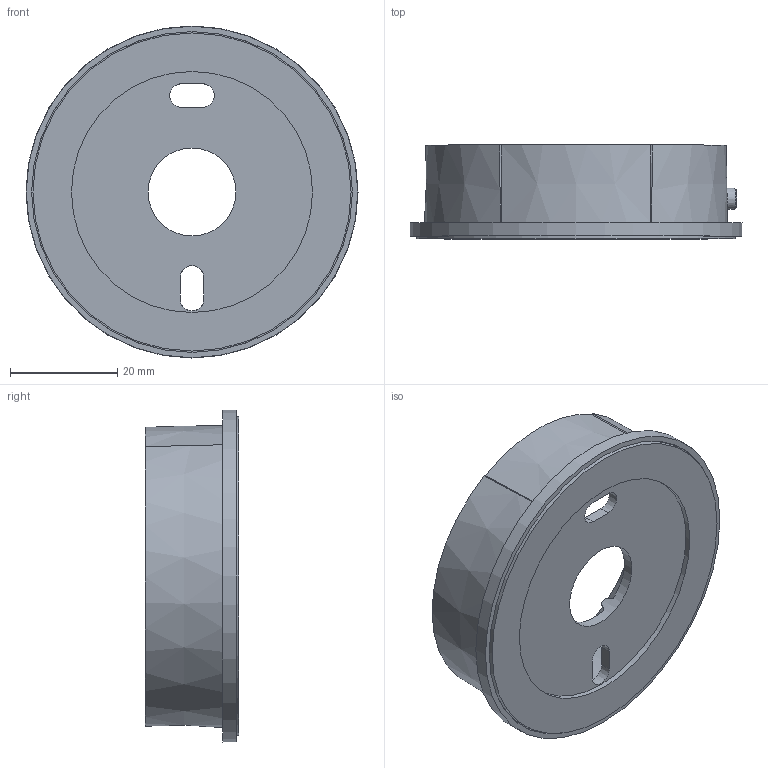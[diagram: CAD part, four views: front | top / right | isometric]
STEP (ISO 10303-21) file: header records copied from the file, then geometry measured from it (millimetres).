
FILE_DESCRIPTION(/* description */ ('Customer-3D'),/* implementation_level */ '2;1');
FILE_NAME(/* name */ '100000001789_prt_000.step',/* time_stamp */ '2018-11-23T10:29:08+01:00',/* author */ ('JENNERT'),/* organization */ ('WERMA Signaltechnik GmbH+Co.KG'),/* preprocessor_version */ 'ST-DEVELOPER v17',/* originating_system */ 'Autodesk Inventor 2018',/* authorisation */ 'public');
FILE_SCHEMA (('AUTOMOTIVE_DESIGN { 1 0 10303 214 3 1 1 }'));
Length unit declared in the file: millimetre
Products named in the file (1): 100000001789_prt_000_1
Bounding box: 62 x 17.5 x 62 mm (x, y, z)
Volume: 11400.4 mm3; surface area: 11375.4 mm2
Topology: 1 solids, 1 shells, 84 faces, 204 edges, 129 vertices
Faces by surface type: plane 22, bspline 18, cylinder 17, cone 15, torus 6, sphere 6
Full cylindrical faces by diameter (mm): 45 x1, 52.352 x1, 59.4 x1
Entity records: 3449 total; most frequent: CARTESIAN_POINT 1434, ORIENTED_EDGE 408, DIRECTION 368, EDGE_CURVE 204, AXIS2_PLACEMENT_3D 158, VERTEX_POINT 129, EDGE_LOOP 97, CIRCLE 85
